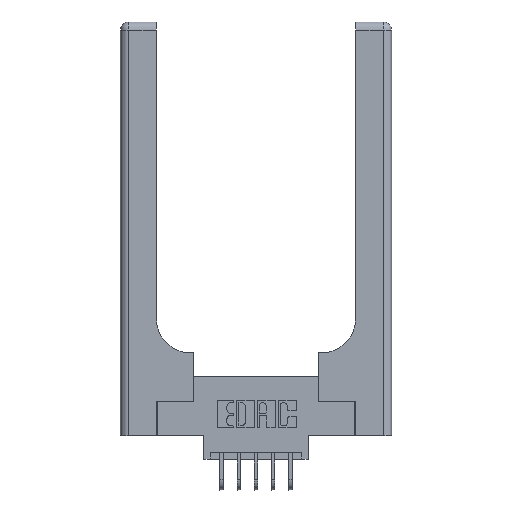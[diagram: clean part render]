
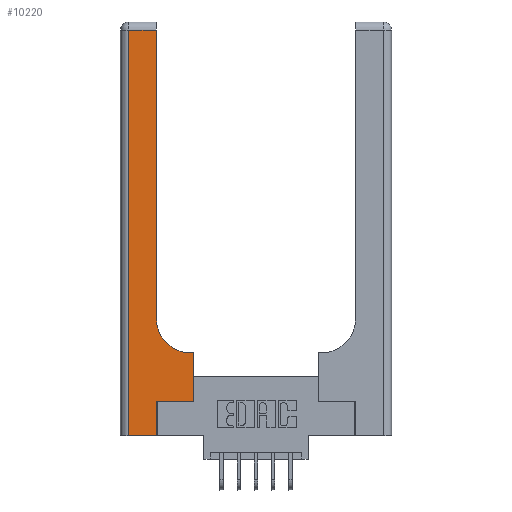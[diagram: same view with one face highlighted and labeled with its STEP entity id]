
A CAD part, top view. The second image highlights one B-rep face of the part: STEP entity #10220.
In plain terms, the highlighted planar face has unit normal (0, 0, 1).
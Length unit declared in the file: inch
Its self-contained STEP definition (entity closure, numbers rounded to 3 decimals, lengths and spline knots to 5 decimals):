
#122 = VECTOR ( 'NONE', #7730, 39.37008 ) ;
#396 = ORIENTED_EDGE ( 'NONE', *, *, #3885, .T. ) ;
#436 = CARTESIAN_POINT ( 'NONE',  ( 0., 3., 0.37 ) ) ;
#444 = VERTEX_POINT ( 'NONE', #15416 ) ;
#521 = VERTEX_POINT ( 'NONE', #2148 ) ;
#843 = EDGE_CURVE ( 'NONE', #10569, #4765, #12675, .T. ) ;
#1273 = VERTEX_POINT ( 'NONE', #13134 ) ;
#1593 = LINE ( 'NONE', #13892, #122 ) ;
#1643 = CARTESIAN_POINT ( 'NONE',  ( 0.26, 3., 0.37 ) ) ;
#1713 = FACE_OUTER_BOUND ( 'NONE', #11405, .T. ) ;
#1722 = CARTESIAN_POINT ( 'NONE',  ( 0., 2.94, 0.37 ) ) ;
#2148 = CARTESIAN_POINT ( 'NONE',  ( 0.06, 0., 0.37 ) ) ;
#2284 = LINE ( 'NONE', #9234, #6682 ) ;
#2352 = VECTOR ( 'NONE', #2919, 39.37008 ) ;
#2557 = LINE ( 'NONE', #9832, #14623 ) ;
#2747 = PLANE ( 'NONE',  #13332 ) ;
#2764 = VECTOR ( 'NONE', #3839, 39.37008 ) ;
#2879 = EDGE_CURVE ( 'NONE', #5889, #8120, #10139, .T. ) ;
#2919 = DIRECTION ( 'NONE',  ( 0., 1., 0. ) ) ;
#3102 = ORIENTED_EDGE ( 'NONE', *, *, #10846, .T. ) ;
#3540 = VECTOR ( 'NONE', #9070, 39.37008 ) ;
#3839 = DIRECTION ( 'NONE',  ( 1., 0., 0. ) ) ;
#3885 = EDGE_CURVE ( 'NONE', #521, #444, #11505, .T. ) ;
#4208 = ORIENTED_EDGE ( 'NONE', *, *, #7470, .T. ) ;
#4314 = DIRECTION ( 'NONE',  ( 1., 0., 0. ) ) ;
#4430 = ORIENTED_EDGE ( 'NONE', *, *, #10028, .T. ) ;
#4758 = VERTEX_POINT ( 'NONE', #14676 ) ;
#4765 = VERTEX_POINT ( 'NONE', #9867 ) ;
#5326 = CARTESIAN_POINT ( 'NONE',  ( 0.528, 0.25, 0.37 ) ) ;
#5374 = DIRECTION ( 'NONE',  ( 0., 0., -1. ) ) ;
#5553 = VERTEX_POINT ( 'NONE', #5842 ) ;
#5842 = CARTESIAN_POINT ( 'NONE',  ( 0.265, 0.25, 0.37 ) ) ;
#5889 = VERTEX_POINT ( 'NONE', #11655 ) ;
#6682 = VECTOR ( 'NONE', #7374, 39.37008 ) ;
#7071 = AXIS2_PLACEMENT_3D ( 'NONE', #7904, #15034, #4314 ) ;
#7184 = ORIENTED_EDGE ( 'NONE', *, *, #843, .T. ) ;
#7374 = DIRECTION ( 'NONE',  ( 0., -1., 0. ) ) ;
#7470 = EDGE_CURVE ( 'NONE', #1273, #4758, #11725, .T. ) ;
#7730 = DIRECTION ( 'NONE',  ( 0., 1., 0. ) ) ;
#7904 = CARTESIAN_POINT ( 'NONE',  ( 0.51, 0.85, 0.37 ) ) ;
#8120 = VERTEX_POINT ( 'NONE', #10936 ) ;
#8564 = CARTESIAN_POINT ( 'NONE',  ( 0.26, 2.94, 0.37 ) ) ;
#8621 = DIRECTION ( 'NONE',  ( -1., 0., 0. ) ) ;
#8635 = ORIENTED_EDGE ( 'NONE', *, *, #2879, .T. ) ;
#8712 = CARTESIAN_POINT ( 'NONE',  ( 0., 0., 0.37 ) ) ;
#9015 = ORIENTED_EDGE ( 'NONE', *, *, #10188, .T. ) ;
#9070 = DIRECTION ( 'NONE',  ( -1., 0., 0. ) ) ;
#9234 = CARTESIAN_POINT ( 'NONE',  ( 0.06, 3., 0.37 ) ) ;
#9633 = LINE ( 'NONE', #13312, #11018 ) ;
#9791 = DIRECTION ( 'NONE',  ( 1., 0., 0. ) ) ;
#9832 = CARTESIAN_POINT ( 'NONE',  ( 0.26, 0.6, 0.37 ) ) ;
#9867 = CARTESIAN_POINT ( 'NONE',  ( 0.06, 2.94, 0.37 ) ) ;
#10028 = EDGE_CURVE ( 'NONE', #4765, #521, #2284, .T. ) ;
#10090 = EDGE_CURVE ( 'NONE', #5553, #1273, #9633, .T. ) ;
#10139 = CIRCLE ( 'NONE', #7071, 0.25 ) ;
#10188 = EDGE_CURVE ( 'NONE', #8120, #10569, #13702, .T. ) ;
#10205 = DIRECTION ( 'NONE',  ( 0., 1., 0. ) ) ;
#10220 = ADVANCED_FACE ( 'NONE', ( #1713 ), #2747, .F. ) ;
#10569 = VERTEX_POINT ( 'NONE', #8564 ) ;
#10846 = EDGE_CURVE ( 'NONE', #4758, #5889, #2557, .T. ) ;
#10936 = CARTESIAN_POINT ( 'NONE',  ( 0.26, 0.85, 0.37 ) ) ;
#10959 = VECTOR ( 'NONE', #10205, 39.37008 ) ;
#11018 = VECTOR ( 'NONE', #9791, 39.37008 ) ;
#11405 = EDGE_LOOP ( 'NONE', ( #9015, #7184, #4430, #396, #13969, #13960, #4208, #3102, #8635 ) ) ;
#11505 = LINE ( 'NONE', #8712, #2764 ) ;
#11655 = CARTESIAN_POINT ( 'NONE',  ( 0.51, 0.6, 0.37 ) ) ;
#11725 = LINE ( 'NONE', #5326, #10959 ) ;
#12675 = LINE ( 'NONE', #1722, #3540 ) ;
#13134 = CARTESIAN_POINT ( 'NONE',  ( 0.528, 0.25, 0.37 ) ) ;
#13312 = CARTESIAN_POINT ( 'NONE',  ( 0.265, 0.25, 0.37 ) ) ;
#13332 = AXIS2_PLACEMENT_3D ( 'NONE', #436, #5374, #14017 ) ;
#13702 = LINE ( 'NONE', #1643, #2352 ) ;
#13892 = CARTESIAN_POINT ( 'NONE',  ( 0.265, 0., 0.37 ) ) ;
#13960 = ORIENTED_EDGE ( 'NONE', *, *, #10090, .T. ) ;
#13969 = ORIENTED_EDGE ( 'NONE', *, *, #14582, .T. ) ;
#14017 = DIRECTION ( 'NONE',  ( -1., 0., 0. ) ) ;
#14582 = EDGE_CURVE ( 'NONE', #444, #5553, #1593, .T. ) ;
#14623 = VECTOR ( 'NONE', #8621, 39.37008 ) ;
#14676 = CARTESIAN_POINT ( 'NONE',  ( 0.528, 0.6, 0.37 ) ) ;
#15034 = DIRECTION ( 'NONE',  ( 0., 0., -1. ) ) ;
#15416 = CARTESIAN_POINT ( 'NONE',  ( 0.265, 0., 0.37 ) ) ;
